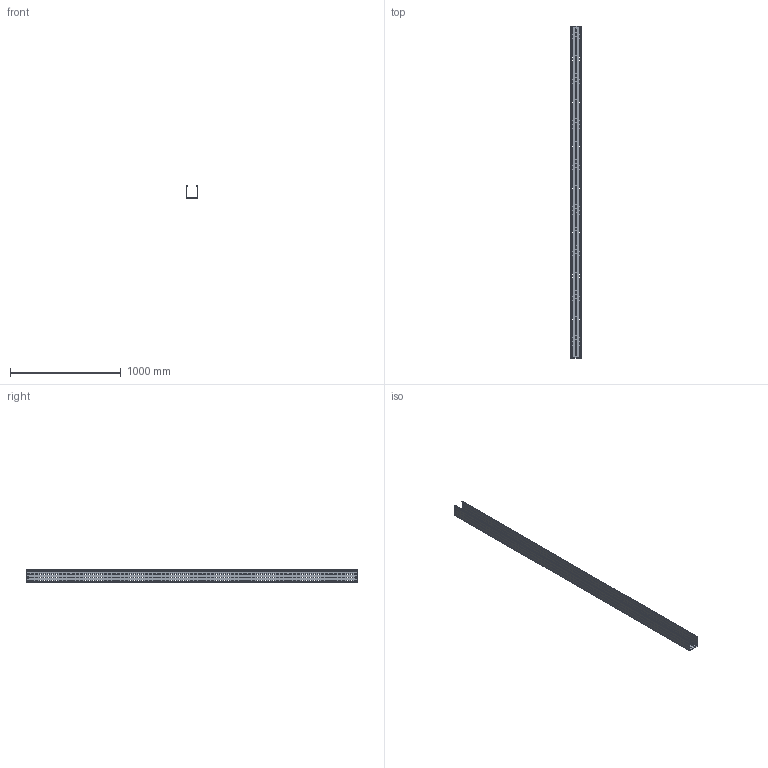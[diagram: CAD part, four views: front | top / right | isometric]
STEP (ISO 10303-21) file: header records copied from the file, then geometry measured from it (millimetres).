
FILE_DESCRIPTION(/* description */ (''),/* implementation_level */ '2;1');
FILE_NAME(/* name */ 'KCP100H110_3N.stp',/* time_stamp */ '2020-03-24T12:05:34+01:00',/* author */ ('stanislaw.luczak'),/* organization */ (''),/* preprocessor_version */ 'ST-DEVELOPER v18',/* originating_system */ 'Autodesk Inventor 2020',/* authorisation */ '');
FILE_SCHEMA (('AUTOMOTIVE_DESIGN { 1 0 10303 214 3 1 1 }'));
Products named in the file (1): KCP_KCOP100H60_3
Bounding box: 100.41 x 3000 x 109.97 mm (x, y, z)
Volume: 1338172.4 mm3; surface area: 1854940 mm2
Topology: 1 solids, 1 shells, 3134 faces, 9380 edges, 6248 vertices
Faces by surface type: plane 1582, cylinder 1552
Entity records: 109293 total; most frequent: CARTESIAN_POINT 18763, ORIENTED_EDGE 18760, DIRECTION 18754, EDGE_CURVE 9380, LINE 6276, VECTOR 6276, VERTEX_POINT 6248, AXIS2_PLACEMENT_3D 6239
